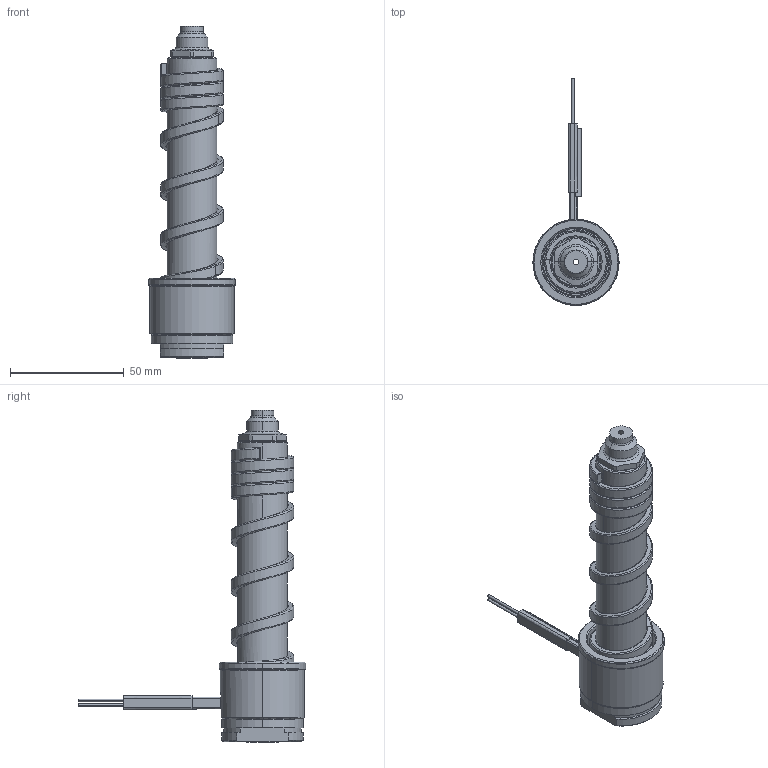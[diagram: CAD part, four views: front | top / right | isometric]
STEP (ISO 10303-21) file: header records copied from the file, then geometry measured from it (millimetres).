
FILE_DESCRIPTION((''),'2;1');
FILE_NAME('LS-146-CKG','2014-03-13T',('Íàòàëüÿ'),('IMID'),'PRO/ENGINEER BY PARAMETRIC TECHNOLOGY CORPORATION, 2010180','PRO/ENGINEER BY PARAMETRIC TECHNOLOGY CORPORATION, 2010180','');
FILE_SCHEMA(('CONFIG_CONTROL_DESIGN'));
Length unit declared in the file: millimetre
Products named in the file (1): LS-146-CKG
Bounding box: 38 x 100 x 146.2 mm (x, y, z)
Volume: 73395.1 mm3; surface area: 32065 mm2
Topology: 1 solids, 8 shells, 309 faces, 784 edges, 471 vertices
Faces by surface type: cylinder 102, bspline 56, cone 54, plane 51, torus 29, revolution 9, extrusion 8
Entity records: 18072 total; most frequent: CARTESIAN_POINT 10996, ORIENTED_EDGE 1528, DIRECTION 1358, EDGE_CURVE 776, AXIS2_PLACEMENT_3D 536, VERTEX_POINT 471, EDGE_LOOP 333, FACE_OUTER_BOUND 309
